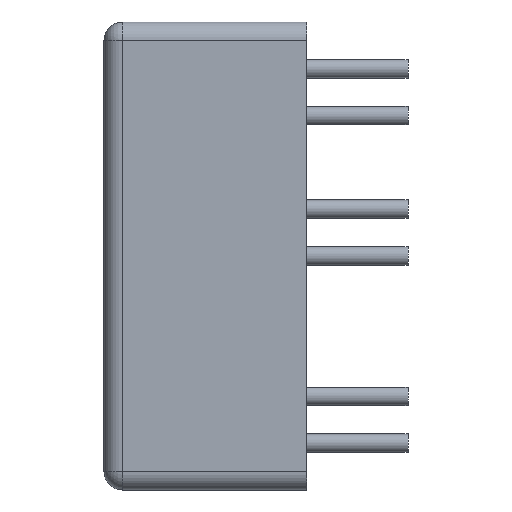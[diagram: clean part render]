
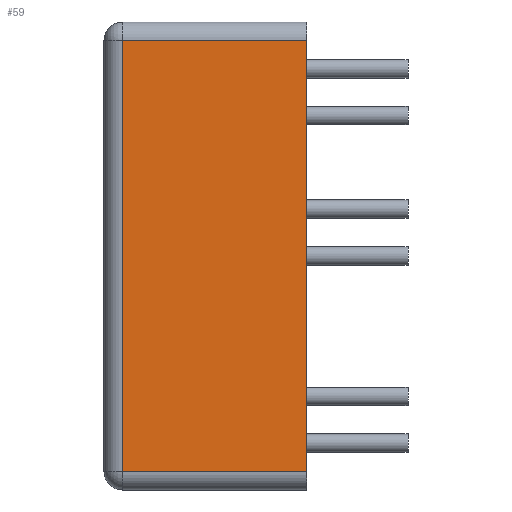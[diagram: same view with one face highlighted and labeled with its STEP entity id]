
A CAD part, left-side view. The second image highlights one B-rep face of the part: STEP entity #59.
In plain terms, the highlighted planar face has unit normal (-1, 0, 0).
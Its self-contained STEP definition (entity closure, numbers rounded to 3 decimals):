
#59=ADVANCED_FACE('NONE',(#121),#122,.F.);
#121=FACE_OUTER_BOUND('',#232,.T.);
#122=PLANE('',#233);
#232=EDGE_LOOP('',(#391,#392,#393,#394));
#233=AXIS2_PLACEMENT_3D('',#395,#396,#397);
#391=ORIENTED_EDGE('',*,*,#764,.T.);
#392=ORIENTED_EDGE('',*,*,#765,.T.);
#393=ORIENTED_EDGE('',*,*,#766,.T.);
#394=ORIENTED_EDGE('',*,*,#767,.T.);
#395=CARTESIAN_POINT('',(-50.8,11.0,0.));
#396=DIRECTION('',(1.0,-0.0,0.0));
#397=DIRECTION('',(0.0,1.0,-0.0));
#764=EDGE_CURVE('NONE',#924,#925,#926,.T.);
#765=EDGE_CURVE('NONE',#925,#927,#928,.T.);
#766=EDGE_CURVE('NONE',#927,#929,#930,.T.);
#767=EDGE_CURVE('NONE',#929,#924,#931,.T.);
#924=VERTEX_POINT('NONE',#1148);
#925=VERTEX_POINT('NONE',#1149);
#926=LINE('',#1150,#1151);
#927=VERTEX_POINT('NONE',#1152);
#928=LINE('',#1153,#1154);
#929=VERTEX_POINT('NONE',#1155);
#930=LINE('',#1156,#1157);
#931=LINE('',#1158,#1159);
#1148=CARTESIAN_POINT('',(-50.8,10.0,-1.));
#1149=CARTESIAN_POINT('',(-50.8,10.0,-24.4));
#1150=CARTESIAN_POINT('',(-50.8,10.0,-25.4));
#1151=VECTOR('',#1380,1000.0);
#1152=CARTESIAN_POINT('',(-50.8,0.0,-24.4));
#1153=CARTESIAN_POINT('',(-50.8,11.0,-24.4));
#1154=VECTOR('',#1381,1000.0);
#1155=CARTESIAN_POINT('',(-50.8,0.0,-1.));
#1156=CARTESIAN_POINT('',(-50.8,0.0,0.));
#1157=VECTOR('',#1382,1000.0);
#1158=CARTESIAN_POINT('',(-50.8,11.0,-1.));
#1159=VECTOR('',#1383,1000.0);
#1380=DIRECTION('',(0.0,-0.0,-1.0));
#1381=DIRECTION('',(-0.0,-1.0,0.0));
#1382=DIRECTION('',(-0.0,-0.0,1.0));
#1383=DIRECTION('',(0.0,1.0,-0.0));
